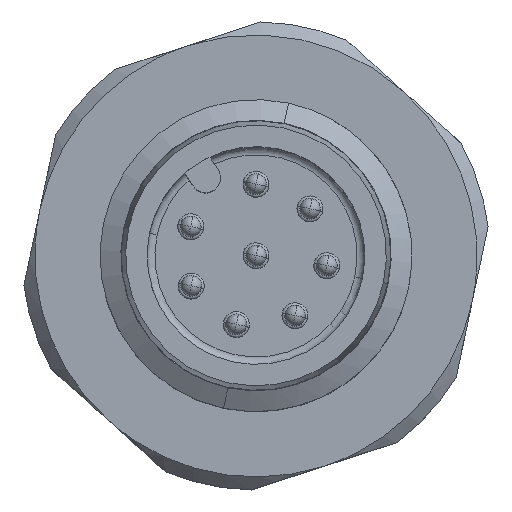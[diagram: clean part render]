
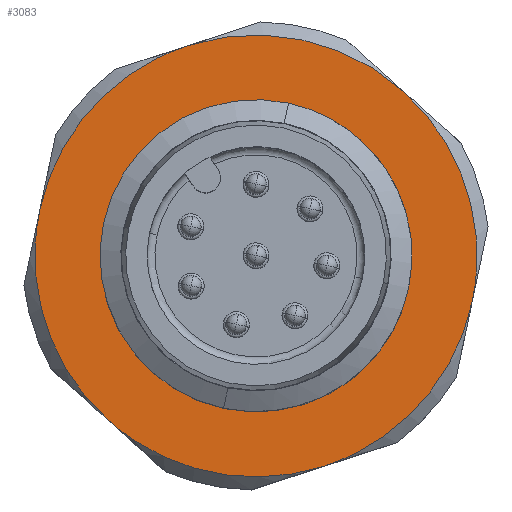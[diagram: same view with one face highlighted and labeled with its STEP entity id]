
A CAD part, top view. The second image highlights one B-rep face of the part: STEP entity #3083.
In plain terms, the highlighted planar face has unit normal (0, 0, 1).
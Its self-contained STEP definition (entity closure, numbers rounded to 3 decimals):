
#2911=AXIS2_PLACEMENT_3D('Circle Axis2P3D',#2909,#2910,$) ;
#2953=AXIS2_PLACEMENT_3D('Circle Axis2P3D',#2951,#2952,$) ;
#2982=AXIS2_PLACEMENT_3D('Plane Axis2P3D',#2979,#2980,#2981) ;
#3036=AXIS2_PLACEMENT_3D('Circle Axis2P3D',#3034,#3035,$) ;
#2906=CARTESIAN_POINT('Vertex',(3.06,10.246,30.)) ;
#2909=CARTESIAN_POINT('Axis2P3D Location',(8.929,8.998,30.)) ;
#2913=CARTESIAN_POINT('Vertex',(14.798,7.751,30.)) ;
#2951=CARTESIAN_POINT('Axis2P3D Location',(8.929,8.998,30.)) ;
#2979=CARTESIAN_POINT('Axis2P3D Location',(22.134,9.69,30.)) ;
#2985=CARTESIAN_POINT('Control Point',(11.556,0.914,30.)) ;
#2986=CARTESIAN_POINT('Control Point',(10.741,0.649,30.)) ;
#2987=CARTESIAN_POINT('Control Point',(9.893,0.487,30.)) ;
#2988=CARTESIAN_POINT('Control Point',(9.028,0.433,30.)) ;
#2989=CARTESIAN_POINT('Control Point',(7.304,0.545,30.)) ;
#2990=CARTESIAN_POINT('Control Point',(5.662,1.081,30.)) ;
#2991=CARTESIAN_POINT('Control Point',(4.879,1.451,30.)) ;
#2992=CARTESIAN_POINT('Control Point',(4.095,1.952,30.)) ;
#2993=CARTESIAN_POINT('Control Point',(3.391,2.55,30.)) ;
#2994=CARTESIAN_POINT('Control Point',(3.341,2.593,30.)) ;
#2995=CARTESIAN_POINT('Control Point',(3.291,2.637,30.)) ;
#2996=CARTESIAN_POINT('Control Point',(3.242,2.681,30.)) ;
#2997=CARTESIAN_POINT('Vertex',(11.556,0.914,30.)) ;
#2999=CARTESIAN_POINT('Vertex',(3.242,2.681,30.)) ;
#3003=CARTESIAN_POINT('Control Point',(17.244,7.231,30.)) ;
#3004=CARTESIAN_POINT('Control Point',(17.065,6.393,30.)) ;
#3005=CARTESIAN_POINT('Control Point',(16.782,5.577,30.)) ;
#3006=CARTESIAN_POINT('Control Point',(16.396,4.801,30.)) ;
#3007=CARTESIAN_POINT('Control Point',(15.437,3.364,30.)) ;
#3008=CARTESIAN_POINT('Control Point',(14.152,2.21,30.)) ;
#3009=CARTESIAN_POINT('Control Point',(13.44,1.717,30.)) ;
#3010=CARTESIAN_POINT('Control Point',(12.614,1.288,30.)) ;
#3011=CARTESIAN_POINT('Control Point',(11.744,0.977,30.)) ;
#3012=CARTESIAN_POINT('Control Point',(11.682,0.956,30.)) ;
#3013=CARTESIAN_POINT('Control Point',(11.619,0.935,30.)) ;
#3014=CARTESIAN_POINT('Control Point',(11.556,0.914,30.)) ;
#3015=CARTESIAN_POINT('Vertex',(17.244,7.231,30.)) ;
#3019=CARTESIAN_POINT('Control Point',(14.617,15.315,30.)) ;
#3020=CARTESIAN_POINT('Control Point',(15.254,14.741,30.)) ;
#3021=CARTESIAN_POINT('Control Point',(15.818,14.088,30.)) ;
#3022=CARTESIAN_POINT('Control Point',(16.297,13.366,30.)) ;
#3023=CARTESIAN_POINT('Control Point',(17.063,11.817,30.)) ;
#3024=CARTESIAN_POINT('Control Point',(17.42,10.127,30.)) ;
#3025=CARTESIAN_POINT('Control Point',(17.49,9.264,30.)) ;
#3026=CARTESIAN_POINT('Control Point',(17.448,8.334,30.)) ;
#3027=CARTESIAN_POINT('Control Point',(17.283,7.426,30.)) ;
#3028=CARTESIAN_POINT('Control Point',(17.27,7.361,30.)) ;
#3029=CARTESIAN_POINT('Control Point',(17.257,7.296,30.)) ;
#3030=CARTESIAN_POINT('Control Point',(17.244,7.231,30.)) ;
#3031=CARTESIAN_POINT('Vertex',(14.617,15.315,30.)) ;
#3034=CARTESIAN_POINT('Axis2P3D Location',(8.929,8.998,30.)) ;
#3038=CARTESIAN_POINT('Vertex',(6.303,17.082,30.)) ;
#3042=CARTESIAN_POINT('Control Point',(0.615,10.765,30.)) ;
#3043=CARTESIAN_POINT('Control Point',(0.793,11.604,30.)) ;
#3044=CARTESIAN_POINT('Control Point',(1.077,12.419,30.)) ;
#3045=CARTESIAN_POINT('Control Point',(1.463,13.195,30.)) ;
#3046=CARTESIAN_POINT('Control Point',(2.421,14.632,30.)) ;
#3047=CARTESIAN_POINT('Control Point',(3.706,15.787,30.)) ;
#3048=CARTESIAN_POINT('Control Point',(4.419,16.279,30.)) ;
#3049=CARTESIAN_POINT('Control Point',(5.245,16.708,30.)) ;
#3050=CARTESIAN_POINT('Control Point',(6.114,17.019,30.)) ;
#3051=CARTESIAN_POINT('Control Point',(6.177,17.04,30.)) ;
#3052=CARTESIAN_POINT('Control Point',(6.24,17.062,30.)) ;
#3053=CARTESIAN_POINT('Control Point',(6.303,17.082,30.)) ;
#3054=CARTESIAN_POINT('Vertex',(0.615,10.765,30.)) ;
#3058=CARTESIAN_POINT('Control Point',(3.242,2.681,30.)) ;
#3059=CARTESIAN_POINT('Control Point',(2.605,3.255,30.)) ;
#3060=CARTESIAN_POINT('Control Point',(2.04,3.908,30.)) ;
#3061=CARTESIAN_POINT('Control Point',(1.561,4.63,30.)) ;
#3062=CARTESIAN_POINT('Control Point',(0.796,6.179,30.)) ;
#3063=CARTESIAN_POINT('Control Point',(0.439,7.869,30.)) ;
#3064=CARTESIAN_POINT('Control Point',(0.368,8.732,30.)) ;
#3065=CARTESIAN_POINT('Control Point',(0.41,9.662,30.)) ;
#3066=CARTESIAN_POINT('Control Point',(0.576,10.57,30.)) ;
#3067=CARTESIAN_POINT('Control Point',(0.588,10.635,30.)) ;
#3068=CARTESIAN_POINT('Control Point',(0.601,10.7,30.)) ;
#3069=CARTESIAN_POINT('Control Point',(0.615,10.765,30.)) ;
#2910=DIRECTION('Axis2P3D Direction',(0.,0.,1.)) ;
#2952=DIRECTION('Axis2P3D Direction',(0.,0.,1.)) ;
#2980=DIRECTION('Axis2P3D Direction',(0.,0.,1.)) ;
#2981=DIRECTION('Axis2P3D XDirection',(-0.743,0.669,0.)) ;
#3035=DIRECTION('Axis2P3D Direction',(0.,0.,1.)) ;
#3072=ORIENTED_EDGE('',*,*,#3001,.F.) ;
#3073=ORIENTED_EDGE('',*,*,#3017,.F.) ;
#3074=ORIENTED_EDGE('',*,*,#3033,.F.) ;
#3075=ORIENTED_EDGE('',*,*,#3040,.T.) ;
#3076=ORIENTED_EDGE('',*,*,#3056,.F.) ;
#3077=ORIENTED_EDGE('',*,*,#3070,.F.) ;
#3080=ORIENTED_EDGE('',*,*,#2955,.F.) ;
#3081=ORIENTED_EDGE('',*,*,#2915,.F.) ;
#3082=FACE_BOUND('',#3079,.T.) ;
#3083=ADVANCED_FACE('Hauptk\X2\00F6\X0\rper',(#3078,#3082),#2983,.T.) ;
#2984=B_SPLINE_CURVE_WITH_KNOTS('',5,(#2985,#2986,#2987,#2988,#2989,#2990,#2991,#2992,#2993,#2994,#2995,#2996),.UNSPECIFIED.,.F.,.U.,(6,3,3,6),(0.,6.06,12.119,12.588),.UNSPECIFIED.) ;
#3002=B_SPLINE_CURVE_WITH_KNOTS('',5,(#3003,#3004,#3005,#3006,#3007,#3008,#3009,#3010,#3011,#3012,#3013,#3014),.UNSPECIFIED.,.F.,.U.,(6,3,3,6),(0.,6.06,12.119,12.588),.UNSPECIFIED.) ;
#3018=B_SPLINE_CURVE_WITH_KNOTS('',5,(#3019,#3020,#3021,#3022,#3023,#3024,#3025,#3026,#3027,#3028,#3029,#3030),.UNSPECIFIED.,.F.,.U.,(6,3,3,6),(0.,6.06,12.119,12.588),.UNSPECIFIED.) ;
#3041=B_SPLINE_CURVE_WITH_KNOTS('',5,(#3042,#3043,#3044,#3045,#3046,#3047,#3048,#3049,#3050,#3051,#3052,#3053),.UNSPECIFIED.,.F.,.U.,(6,3,3,6),(0.,6.06,12.119,12.588),.UNSPECIFIED.) ;
#3057=B_SPLINE_CURVE_WITH_KNOTS('',5,(#3058,#3059,#3060,#3061,#3062,#3063,#3064,#3065,#3066,#3067,#3068,#3069),.UNSPECIFIED.,.F.,.U.,(6,3,3,6),(0.,6.06,12.119,12.588),.UNSPECIFIED.) ;
#2912=CIRCLE('generated circle',#2911,6.) ;
#2954=CIRCLE('generated circle',#2953,6.) ;
#3037=CIRCLE('generated circle',#3036,8.5) ;
#2915=EDGE_CURVE('',#2907,#2914,#2912,.T.) ;
#2955=EDGE_CURVE('',#2914,#2907,#2954,.T.) ;
#3001=EDGE_CURVE('',#2998,#3000,#2984,.T.) ;
#3017=EDGE_CURVE('',#3016,#2998,#3002,.T.) ;
#3033=EDGE_CURVE('',#3032,#3016,#3018,.T.) ;
#3040=EDGE_CURVE('',#3032,#3039,#3037,.T.) ;
#3056=EDGE_CURVE('',#3055,#3039,#3041,.T.) ;
#3070=EDGE_CURVE('',#3000,#3055,#3057,.T.) ;
#3071=EDGE_LOOP('',(#3072,#3073,#3074,#3075,#3076,#3077)) ;
#3079=EDGE_LOOP('',(#3080,#3081)) ;
#3078=FACE_OUTER_BOUND('',#3071,.T.) ;
#2983=PLANE('',#2982) ;
#2907=VERTEX_POINT('',#2906) ;
#2914=VERTEX_POINT('',#2913) ;
#2998=VERTEX_POINT('',#2997) ;
#3000=VERTEX_POINT('',#2999) ;
#3016=VERTEX_POINT('',#3015) ;
#3032=VERTEX_POINT('',#3031) ;
#3039=VERTEX_POINT('',#3038) ;
#3055=VERTEX_POINT('',#3054) ;
